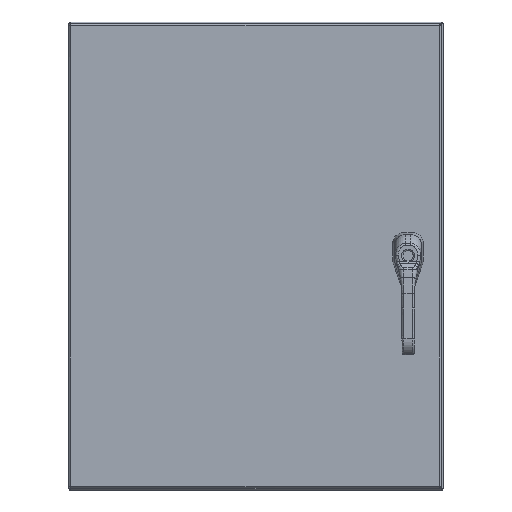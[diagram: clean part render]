
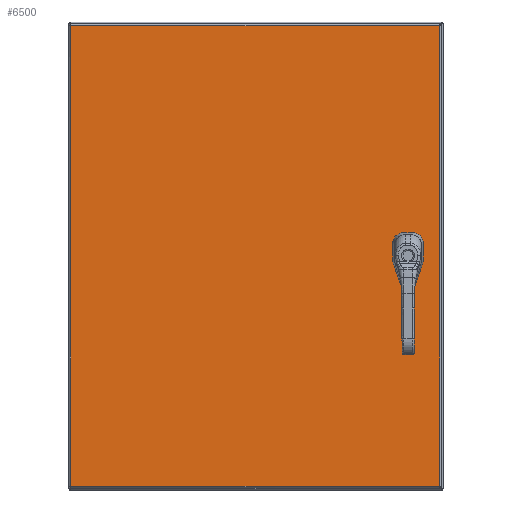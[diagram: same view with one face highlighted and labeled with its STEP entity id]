
A CAD part, top view. The second image highlights one B-rep face of the part: STEP entity #6500.
In plain terms, the highlighted face is planar.
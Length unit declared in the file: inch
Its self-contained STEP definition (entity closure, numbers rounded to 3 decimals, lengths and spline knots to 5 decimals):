
#4891=CARTESIAN_POINT('',(2.33762,15.275,0.0));
#4892=VERTEX_POINT('',#4891);
#4899=CARTESIAN_POINT('',(2.525,15.08762,0.0));
#4900=VERTEX_POINT('',#4899);
#4901=CARTESIAN_POINT('',(2.125,14.875,0.0));
#4902=DIRECTION('',(0.0,0.0,1.0));
#4903=DIRECTION('',(-0.469,-0.883,0.0));
#4904=AXIS2_PLACEMENT_3D('',#4901,#4902,#4903);
#4905=CIRCLE('',#4904,0.453);
#4906=EDGE_CURVE('',#4900,#4892,#4905,.T.);
#4931=CARTESIAN_POINT('',(2.525,14.66238,0.0));
#4932=VERTEX_POINT('',#4931);
#4933=CARTESIAN_POINT('',(2.525,14.66238,0.0));
#4934=DIRECTION('',(0.0,1.0,0.0));
#4935=VECTOR('',#4934,0.42525);
#4936=LINE('',#4933,#4935);
#4937=EDGE_CURVE('',#4932,#4900,#4936,.T.);
#4963=CARTESIAN_POINT('',(2.33762,14.475,0.0));
#4964=VERTEX_POINT('',#4963);
#4965=CARTESIAN_POINT('',(2.125,14.875,0.0));
#4966=DIRECTION('',(0.0,0.0,1.0));
#4967=DIRECTION('',(-0.883,0.469,0.0));
#4968=AXIS2_PLACEMENT_3D('',#4965,#4966,#4967);
#4969=CIRCLE('',#4968,0.453);
#4970=EDGE_CURVE('',#4964,#4932,#4969,.T.);
#4995=CARTESIAN_POINT('',(1.91238,14.475,0.0));
#4996=VERTEX_POINT('',#4995);
#4997=CARTESIAN_POINT('',(1.91238,14.475,0.0));
#4998=DIRECTION('',(1.0,0.0,0.0));
#4999=VECTOR('',#4998,0.42525);
#5000=LINE('',#4997,#4999);
#5001=EDGE_CURVE('',#4996,#4964,#5000,.T.);
#5027=CARTESIAN_POINT('',(1.725,14.66238,0.0));
#5028=VERTEX_POINT('',#5027);
#5029=CARTESIAN_POINT('',(2.125,14.875,0.0));
#5030=DIRECTION('',(0.0,0.0,1.0));
#5031=DIRECTION('',(0.469,0.883,0.0));
#5032=AXIS2_PLACEMENT_3D('',#5029,#5030,#5031);
#5033=CIRCLE('',#5032,0.453);
#5034=EDGE_CURVE('',#5028,#4996,#5033,.T.);
#5059=CARTESIAN_POINT('',(1.725,15.08762,0.0));
#5060=VERTEX_POINT('',#5059);
#5061=CARTESIAN_POINT('',(1.725,15.08762,0.0));
#5062=DIRECTION('',(0.0,-1.0,0.0));
#5063=VECTOR('',#5062,0.42525);
#5064=LINE('',#5061,#5063);
#5065=EDGE_CURVE('',#5060,#5028,#5064,.T.);
#5091=CARTESIAN_POINT('',(1.91238,15.275,0.0));
#5092=VERTEX_POINT('',#5091);
#5093=CARTESIAN_POINT('',(2.125,14.875,0.0));
#5094=DIRECTION('',(0.0,0.0,1.0));
#5095=DIRECTION('',(0.883,-0.469,0.0));
#5096=AXIS2_PLACEMENT_3D('',#5093,#5094,#5095);
#5097=CIRCLE('',#5096,0.453);
#5098=EDGE_CURVE('',#5092,#5060,#5097,.T.);
#5121=CARTESIAN_POINT('',(2.33762,15.275,0.0));
#5122=DIRECTION('',(-1.0,0.0,0.0));
#5123=VECTOR('',#5122,0.42525);
#5124=LINE('',#5121,#5123);
#5125=EDGE_CURVE('',#4892,#5092,#5124,.T.);
#5520=CARTESIAN_POINT('',(23.76975,0.10525,0.));
#5521=VERTEX_POINT('',#5520);
#5532=CARTESIAN_POINT('',(23.76975,29.64475,0.));
#5533=VERTEX_POINT('',#5532);
#5534=CARTESIAN_POINT('',(23.76975,29.64475,0.0));
#5535=DIRECTION('',(0.0,-1.0,0.0));
#5536=VECTOR('',#5535,29.5395);
#5537=LINE('',#5534,#5536);
#5538=EDGE_CURVE('',#5533,#5521,#5537,.T.);
#5690=CARTESIAN_POINT('',(0.10525,0.10525,0.));
#5691=VERTEX_POINT('',#5690);
#5702=CARTESIAN_POINT('',(23.76975,0.10525,0.0));
#5703=DIRECTION('',(-1.0,0.0,0.0));
#5704=VECTOR('',#5703,23.6645);
#5705=LINE('',#5702,#5704);
#5706=EDGE_CURVE('',#5521,#5691,#5705,.T.);
#5961=CARTESIAN_POINT('',(0.10525,29.64475,0.));
#5962=VERTEX_POINT('',#5961);
#5973=CARTESIAN_POINT('',(0.10525,0.10525,0.0));
#5974=DIRECTION('',(0.0,1.0,0.0));
#5975=VECTOR('',#5974,29.5395);
#5976=LINE('',#5973,#5975);
#5977=EDGE_CURVE('',#5691,#5962,#5976,.T.);
#6242=CARTESIAN_POINT('',(0.10525,29.64475,0.0));
#6243=DIRECTION('',(1.0,0.0,0.0));
#6244=VECTOR('',#6243,23.6645);
#6245=LINE('',#6242,#6244);
#6246=EDGE_CURVE('',#5962,#5533,#6245,.T.);
#6479=CARTESIAN_POINT('',(11.9375,14.875,0.0));
#6480=DIRECTION('',(0.0,0.0,1.0));
#6481=DIRECTION('',(1.0,0.0,0.0));
#6482=AXIS2_PLACEMENT_3D('',#6479,#6480,#6481);
#6483=PLANE('',#6482);
#6484=ORIENTED_EDGE('',*,*,#5538,.T.);
#6485=ORIENTED_EDGE('',*,*,#5706,.T.);
#6486=ORIENTED_EDGE('',*,*,#5977,.T.);
#6487=ORIENTED_EDGE('',*,*,#6246,.T.);
#6488=EDGE_LOOP('',(#6484,#6485,#6486,#6487));
#6489=FACE_OUTER_BOUND('',#6488,.T.);
#6490=ORIENTED_EDGE('',*,*,#4906,.T.);
#6491=ORIENTED_EDGE('',*,*,#5125,.T.);
#6492=ORIENTED_EDGE('',*,*,#5098,.T.);
#6493=ORIENTED_EDGE('',*,*,#5065,.T.);
#6494=ORIENTED_EDGE('',*,*,#5034,.T.);
#6495=ORIENTED_EDGE('',*,*,#5001,.T.);
#6496=ORIENTED_EDGE('',*,*,#4970,.T.);
#6497=ORIENTED_EDGE('',*,*,#4937,.T.);
#6498=EDGE_LOOP('',(#6490,#6491,#6492,#6493,#6494,#6495,#6496,#6497));
#6499=FACE_BOUND('',#6498,.T.);
#6500=ADVANCED_FACE('',(#6489,#6499),#6483,.F.);
